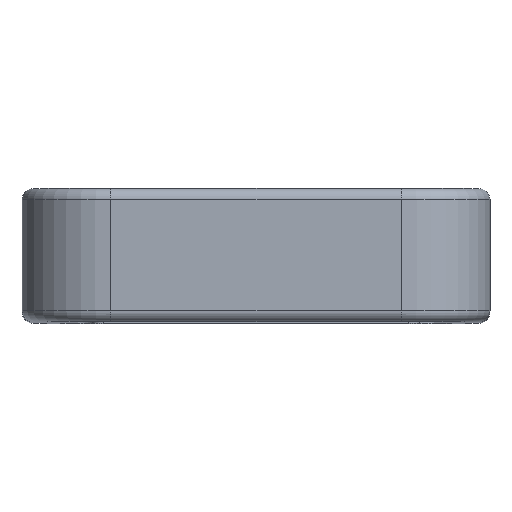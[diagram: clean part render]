
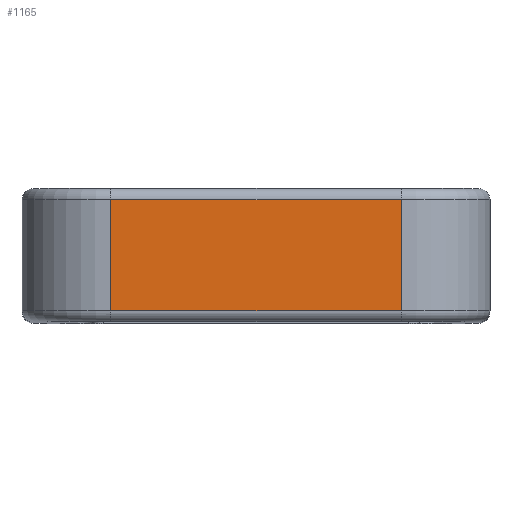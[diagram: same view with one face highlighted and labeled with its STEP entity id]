
A CAD part, top view. The second image highlights one B-rep face of the part: STEP entity #1165.
In plain terms, the highlighted planar face has unit normal (0, 0, 1).
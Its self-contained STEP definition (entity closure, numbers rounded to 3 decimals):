
#38=PLANE('',#1255);
#74=FACE_OUTER_BOUND('',#144,.T.);
#144=EDGE_LOOP('',(#805,#806,#807,#808));
#233=LINE('',#1801,#340);
#234=LINE('',#1803,#341);
#235=LINE('',#1805,#342);
#236=LINE('',#1806,#343);
#340=VECTOR('',#1417,10.);
#341=VECTOR('',#1418,26.1);
#342=VECTOR('',#1419,10.);
#343=VECTOR('',#1420,26.1);
#516=VERTEX_POINT('',#1799);
#517=VERTEX_POINT('',#1800);
#518=VERTEX_POINT('',#1802);
#519=VERTEX_POINT('',#1804);
#629=EDGE_CURVE('',#516,#517,#233,.T.);
#630=EDGE_CURVE('',#517,#518,#234,.F.);
#631=EDGE_CURVE('',#518,#519,#235,.F.);
#632=EDGE_CURVE('',#519,#516,#236,.T.);
#805=ORIENTED_EDGE('',*,*,#629,.T.);
#806=ORIENTED_EDGE('',*,*,#630,.T.);
#807=ORIENTED_EDGE('',*,*,#631,.T.);
#808=ORIENTED_EDGE('',*,*,#632,.T.);
#1165=ADVANCED_FACE('',(#74),#38,.T.);
#1255=AXIS2_PLACEMENT_3D('',#1798,#1415,#1416);
#1415=DIRECTION('center_axis',(0.,0.,
1.));
#1416=DIRECTION('ref_axis',(1.,0.,0.));
#1417=DIRECTION('',(0.,1.,0.));
#1418=DIRECTION('',(1.,0.,0.));
#1419=DIRECTION('',(0.,1.,0.));
#1420=DIRECTION('',(1.,0.,0.));
#1798=CARTESIAN_POINT('Origin',(0.,-10.,-5.548));
#1799=CARTESIAN_POINT('',(-27.7,-9.,-5.548));
#1800=CARTESIAN_POINT('',(-27.7,1.,-5.548));
#1801=CARTESIAN_POINT('',(-27.7,-9.,-5.548));
#1802=CARTESIAN_POINT('',(-53.8,1.,-5.548));
#1803=CARTESIAN_POINT('',(-53.8,1.,-5.548));
#1804=CARTESIAN_POINT('',(-53.8,-9.,-5.548));
#1805=CARTESIAN_POINT('',(-53.8,-9.,-5.548));
#1806=CARTESIAN_POINT('',(-53.8,-9.,-5.548));
